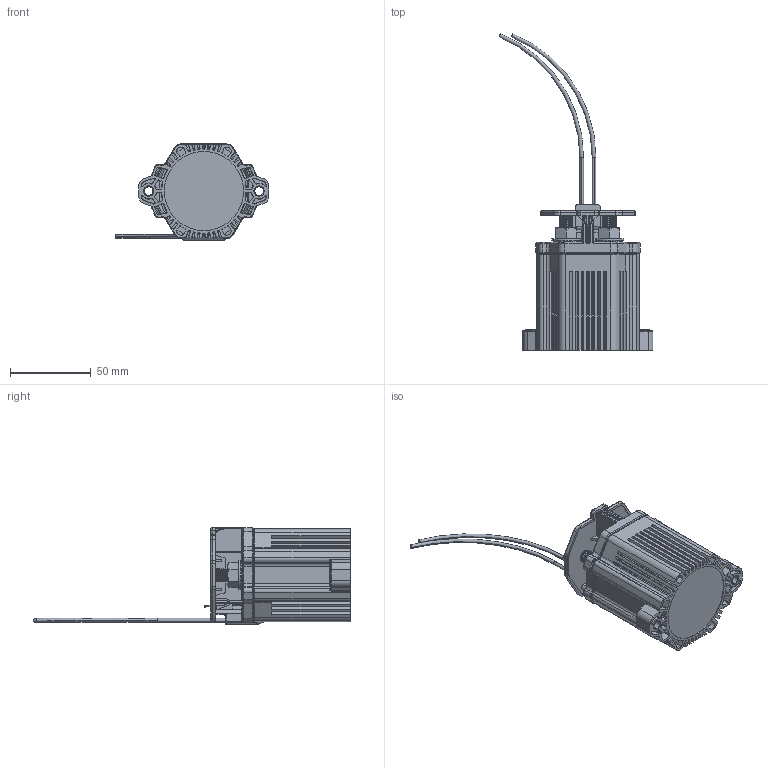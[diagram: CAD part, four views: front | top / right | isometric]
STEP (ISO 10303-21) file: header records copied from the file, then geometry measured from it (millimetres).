
FILE_DESCRIPTION (( 'STEP AP214' ), '1' );
FILE_NAME ('GX26_step_121815.STEP', '2015-12-18T18:35:07', ( 'Temp' ), ( '' ), 'SwSTEP 2.0', 'SolidWorks 2014', '' );
FILE_SCHEMA (( 'AUTOMOTIVE_DESIGN' ));
Length unit declared in the file: inch
Products named in the file (1): GX26_step_121815
Bounding box: 95.23 x 196.13 x 59.82 mm (x, y, z)
Volume: 70489.6 mm3; surface area: 83911.4 mm2
Topology: 15 solids, 15 shells, 2650 faces, 6986 edges, 4353 vertices
Faces by surface type: plane 1071, cylinder 1003, torus 336, bspline 117, sphere 74, cone 49
Entity records: 126509 total; most frequent: CARTESIAN_POINT 27972, ORIENTED_EDGE 13812, DIRECTION 13157, EDGE_CURVE 6906, AXIS2_PLACEMENT_3D 4682, VERTEX_POINT 4353, VECTOR 3793, LINE 3793
